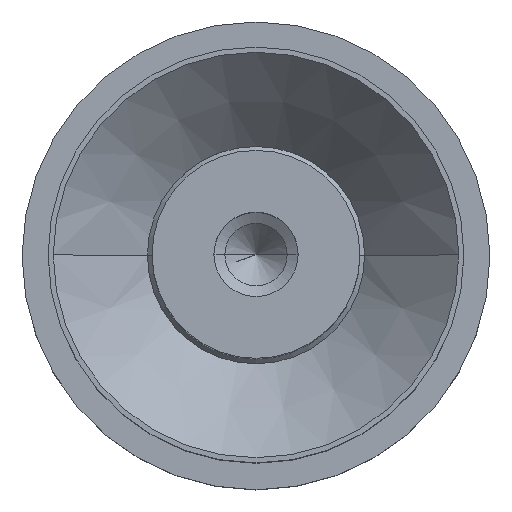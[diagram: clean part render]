
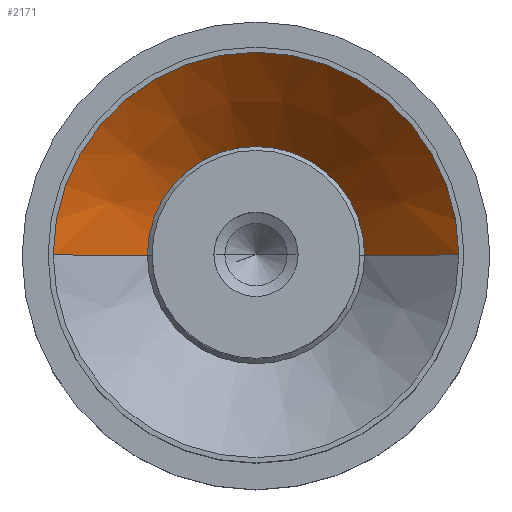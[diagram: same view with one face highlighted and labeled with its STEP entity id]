
A CAD part, top view. The second image highlights one B-rep face of the part: STEP entity #2171.
In plain terms, the highlighted conical face has half-angle 45 degrees and reference radius 1.95 mm.
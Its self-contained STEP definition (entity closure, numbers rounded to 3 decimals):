
#163 = VERTEX_POINT ( 'NONE', #1442 ) ;
#166 = VERTEX_POINT ( 'NONE', #1439 ) ;
#169 = VERTEX_POINT ( 'NONE', #1436 ) ;
#170 = VERTEX_POINT ( 'NONE', #1435 ) ;
#1435 = CARTESIAN_POINT ( 'NONE',  ( 1.95, 0., 5.2 ) ) ;
#1436 = CARTESIAN_POINT ( 'NONE',  ( -1.95, 0., 5.2 ) ) ;
#1439 = CARTESIAN_POINT ( 'NONE',  ( 1.045, 0., 4.295 ) ) ;
#1442 = CARTESIAN_POINT ( 'NONE',  ( -1.045, 0., 4.295 ) ) ;
#1652 = AXIS2_PLACEMENT_3D ( 'NONE', #2319, #2320, #2324 ) ;
#1779 = AXIS2_PLACEMENT_3D ( 'NONE', #8835, #8836, #8837 ) ;
#1780 = AXIS2_PLACEMENT_3D ( 'NONE', #8838, #8839, #8840 ) ;
#2171 = ADVANCED_FACE ( 'NONE', ( #3709 ), #3720, .F. ) ;
#2319 = CARTESIAN_POINT ( 'NONE',  ( 0., 0., 5.2 ) ) ;
#2320 = DIRECTION ( 'NONE',  ( 0., 0., 1. ) ) ;
#2324 = DIRECTION ( 'NONE',  ( 1., 0., 0. ) ) ;
#2747 = EDGE_CURVE ( 'NONE', #170, #169, #4660, .T. ) ;
#2748 = EDGE_CURVE ( 'NONE', #166, #163, #4656, .T. ) ;
#3709 = FACE_OUTER_BOUND ( 'NONE', #8775, .T. ) ;
#3720 = CONICAL_SURFACE ( 'NONE', #1652, 1.95, 0.785 ) ;
#4656 = CIRCLE ( 'NONE', #1780, 1.045 ) ;
#4660 = CIRCLE ( 'NONE', #1779, 1.95 ) ;
#4926 = LINE ( 'NONE', #5278, #4933 ) ;
#4928 = LINE ( 'NONE', #5270, #4930 ) ;
#4930 = VECTOR ( 'NONE', #5265, 1000. ) ;
#4933 = VECTOR ( 'NONE', #5272, 1000. ) ;
#5265 = DIRECTION ( 'NONE',  ( 0.707, 0., 0.707 ) ) ;
#5270 = CARTESIAN_POINT ( 'NONE',  ( 1.95, 0., 5.2 ) ) ;
#5272 = DIRECTION ( 'NONE',  ( -0.707, 0., 0.707 ) ) ;
#5278 = CARTESIAN_POINT ( 'NONE',  ( -1.95, 0., 5.2 ) ) ;
#7130 = ORIENTED_EDGE ( 'NONE', *, *, #8390, .F. ) ;
#7131 = ORIENTED_EDGE ( 'NONE', *, *, #2748, .F. ) ;
#7132 = ORIENTED_EDGE ( 'NONE', *, *, #8388, .T. ) ;
#7133 = ORIENTED_EDGE ( 'NONE', *, *, #2747, .T. ) ;
#8388 = EDGE_CURVE ( 'NONE', #166, #170, #4928, .T. ) ;
#8390 = EDGE_CURVE ( 'NONE', #163, #169, #4926, .T. ) ;
#8775 = EDGE_LOOP ( 'NONE', ( #7130, #7131, #7132, #7133 ) ) ;
#8835 = CARTESIAN_POINT ( 'NONE',  ( 0., 0., 5.2 ) ) ;
#8836 = DIRECTION ( 'NONE',  ( 0., 0., 1. ) ) ;
#8837 = DIRECTION ( 'NONE',  ( 1., 0., 0. ) ) ;
#8838 = CARTESIAN_POINT ( 'NONE',  ( 0., 0., 4.295 ) ) ;
#8839 = DIRECTION ( 'NONE',  ( 0., 0., 1. ) ) ;
#8840 = DIRECTION ( 'NONE',  ( 1., 0., 0. ) ) ;
